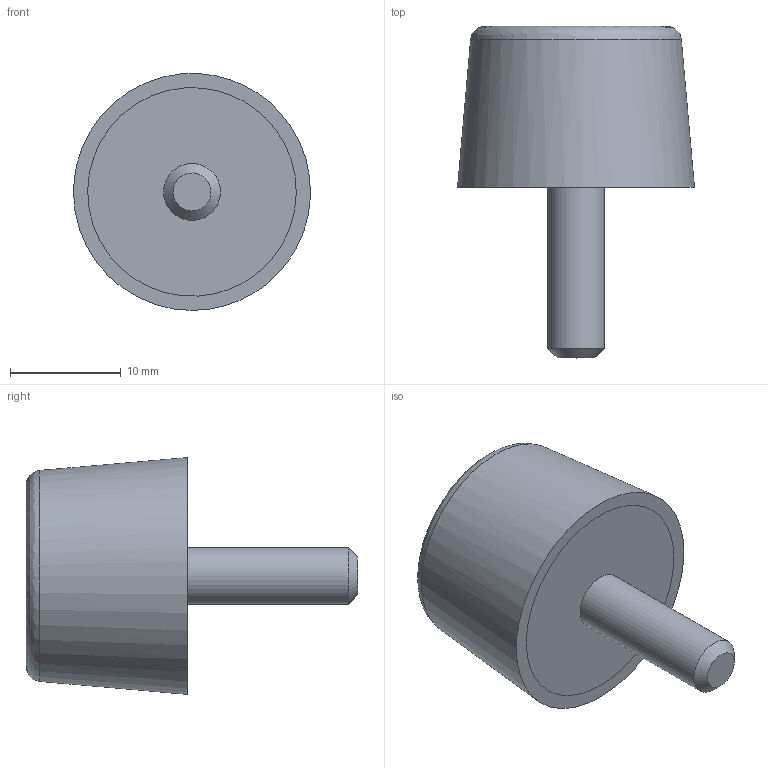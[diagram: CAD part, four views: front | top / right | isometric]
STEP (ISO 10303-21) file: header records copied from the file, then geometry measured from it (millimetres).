
FILE_DESCRIPTION(('FreeCAD Model'),'2;1');
FILE_NAME('Open CASCADE Shape Model','2025-05-08T00:04:33',('FreeCAD'),( 'FreeCAD'),'Open CASCADE STEP processor 7.6','FreeCAD','Unknown');
FILE_SCHEMA(('AUTOMOTIVE_DESIGN { 1 0 10303 214 1 1 1 1 }'));
Length unit declared in the file: millimetre
Products named in the file (1): Open CASCADE STEP translator 7.6 1
Bounding box: 21.41 x 29.98 x 21.4 mm (x, y, z)
Volume: 5000.8 mm3; surface area: 2644.5 mm2
Topology: 3 solids, 3 shells, 20 faces, 32 edges, 21 vertices
Faces by surface type: bspline 20
Entity records: 662 total; most frequent: CARTESIAN_POINT 437, ORIENTED_EDGE 64, EDGE_CURVE 32, FACE_BOUND 25, EDGE_LOOP 25, VERTEX_POINT 21, ADVANCED_FACE 20, B_SPLINE_SURFACE_WITH_KNOTS 9
